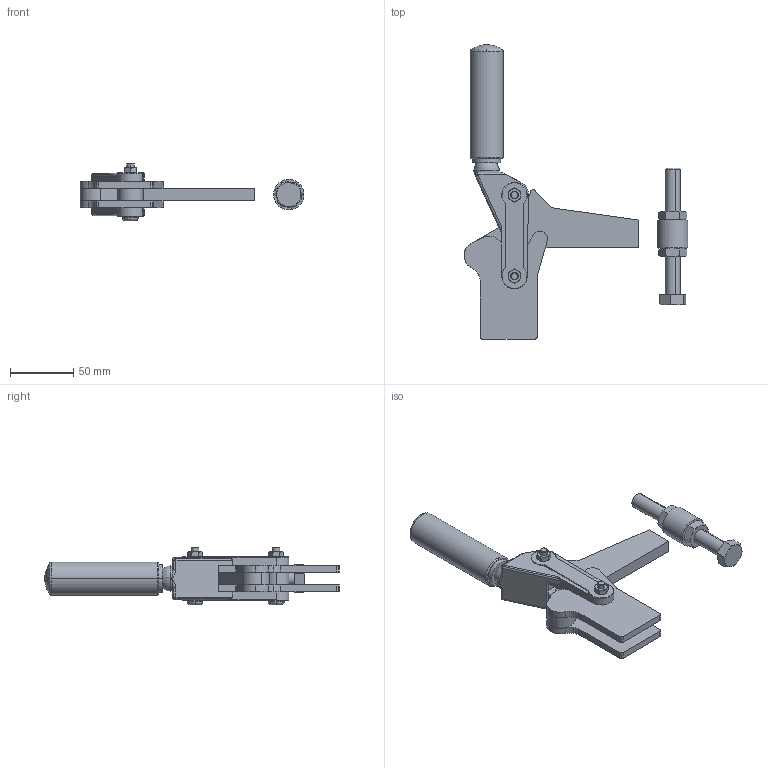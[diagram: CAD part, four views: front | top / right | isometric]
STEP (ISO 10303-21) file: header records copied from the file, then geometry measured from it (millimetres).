
FILE_DESCRIPTION((''),'2;1');
FILE_NAME('M19T.stp','2006-07-12T08:08:46',('Matthew'),(''),'Autodesk Inventor 8','Autodesk Inventor 8','');
FILE_SCHEMA(('AUTOMOTIVE_DESIGN { 1 0 10303 214 1 1 1 1 }'));
Length unit declared in the file: millimetre
Products named in the file (7): M19T; M19T1; M19T2; M19T3; M19T4; M19T5; M19T6
Assembly tree (6 placements, depth 2):
  M19T
    M19T1
    M19T2
    M19T3
    M19T4
    M19T5
    M19T6
Bounding box: 176.6 x 232.19 x 45.4 mm (x, y, z)
Volume: 212624.7 mm3; surface area: 68243 mm2
Topology: 6 solids, 6 shells, 312 faces, 803 edges, 511 vertices
Faces by surface type: cylinder 126, plane 100, cone 40, torus 20, bspline 20, sphere 6
Entity records: 10173 total; most frequent: CARTESIAN_POINT 2450, DIRECTION 1667, ORIENTED_EDGE 1590, EDGE_CURVE 795, AXIS2_PLACEMENT_3D 672, VERTEX_POINT 509, CIRCLE 359, EDGE_LOOP 344
